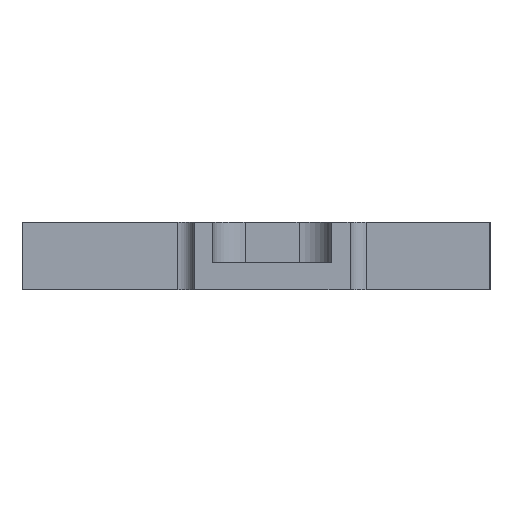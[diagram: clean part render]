
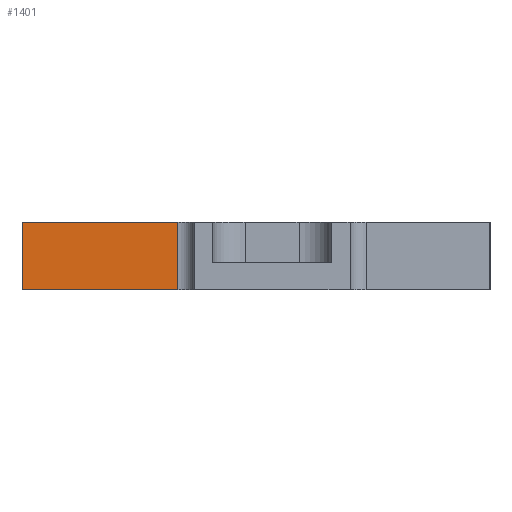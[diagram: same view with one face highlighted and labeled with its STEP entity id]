
A CAD part, left-side view. The second image highlights one B-rep face of the part: STEP entity #1401.
In plain terms, the highlighted planar face has unit normal (-1, 0, 0).
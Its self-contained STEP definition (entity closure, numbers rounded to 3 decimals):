
#110=CARTESIAN_POINT('Vertex',(-110.,46.5,0.)) ;
#113=CARTESIAN_POINT('Line Origine',(-110.,46.5,6.25)) ;
#117=CARTESIAN_POINT('Vertex',(-110.,46.5,12.5)) ;
#1063=CARTESIAN_POINT('Axis2P3D Location',(-110.,46.5,0.)) ;
#1271=CARTESIAN_POINT('Vertex',(-110.,17.5,12.5)) ;
#1281=CARTESIAN_POINT('Line Origine',(-110.,32.,12.5)) ;
#1332=CARTESIAN_POINT('Line Origine',(-110.,32.,0.)) ;
#1336=CARTESIAN_POINT('Vertex',(-110.,17.5,0.)) ;
#1390=CARTESIAN_POINT('Line Origine',(-110.,17.5,6.25)) ;
#114=DIRECTION('Vector Direction',(0.,0.,1.)) ;
#1064=DIRECTION('Axis2P3D Direction',(-1.,0.,0.)) ;
#1065=DIRECTION('Axis2P3D XDirection',(0.,-1.,0.)) ;
#1282=DIRECTION('Vector Direction',(0.,-1.,0.)) ;
#1333=DIRECTION('Vector Direction',(0.,-1.,0.)) ;
#1391=DIRECTION('Vector Direction',(0.,0.,1.)) ;
#1066=AXIS2_PLACEMENT_3D('Plane Axis2P3D',#1063,#1064,#1065) ;
#1396=ORIENTED_EDGE('',*,*,#1285,.F.) ;
#1397=ORIENTED_EDGE('',*,*,#119,.F.) ;
#1398=ORIENTED_EDGE('',*,*,#1338,.T.) ;
#1399=ORIENTED_EDGE('',*,*,#1394,.F.) ;
#115=VECTOR('Line Direction',#114,1.) ;
#1283=VECTOR('Line Direction',#1282,1.) ;
#1334=VECTOR('Line Direction',#1333,1.) ;
#1392=VECTOR('Line Direction',#1391,1.) ;
#1401=ADVANCED_FACE('Corps principal',(#1400),#1067,.T.) ;
#119=EDGE_CURVE('',#111,#118,#116,.T.) ;
#1285=EDGE_CURVE('',#118,#1272,#1284,.T.) ;
#1338=EDGE_CURVE('',#111,#1337,#1335,.T.) ;
#1394=EDGE_CURVE('',#1272,#1337,#1393,.F.) ;
#1395=EDGE_LOOP('',(#1396,#1397,#1398,#1399)) ;
#1400=FACE_OUTER_BOUND('',#1395,.T.) ;
#116=LINE('Line',#113,#115) ;
#1284=LINE('Line',#1281,#1283) ;
#1335=LINE('Line',#1332,#1334) ;
#1393=LINE('Line',#1390,#1392) ;
#1067=PLANE('Plane',#1066) ;
#111=VERTEX_POINT('',#110) ;
#118=VERTEX_POINT('',#117) ;
#1272=VERTEX_POINT('',#1271) ;
#1337=VERTEX_POINT('',#1336) ;
